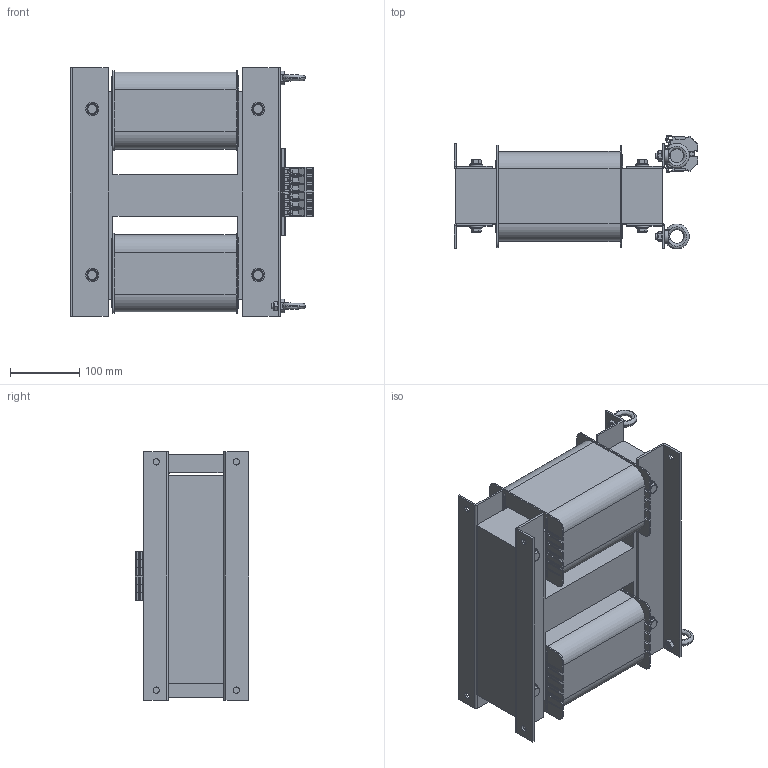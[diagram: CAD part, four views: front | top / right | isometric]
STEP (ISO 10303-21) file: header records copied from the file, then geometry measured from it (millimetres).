
FILE_DESCRIPTION(/* description */ (''),/* implementation_level */ '2;1');
FILE_NAME(/* name */ 'YZV03105400.stp',/* time_stamp */ '2023-03-31T11:44:56+02:00',/* author */ ('velazquez'),/* organization */ ('MANUMAG'),/* preprocessor_version */ 'ST-DEVELOPER v19.2',/* originating_system */ 'Autodesk Inventor 2023',/* authorisation */ '');
FILE_SCHEMA (('AUTOMOTIVE_DESIGN { 1 0 10303 214 3 1 1 }'));
Length unit declared in the file: millimetre
Products named in the file (12): YZV03105400; UI 180_80_BOBINADO; RC60 NT060; centrador M8; DIN 933 - M8  x 100; DIN 125 - A 8,4; carril 5 agujeros; 16_35; FICHA 16_35 AM_VE; DIN 580 - M8; DIN 934 - M8; UI 180 - 80 (300x300)
Assembly tree (42 placements, depth 2):
  YZV03105400
    UI 180_80_BOBINADO  x2
    RC60 NT060  x4
    centrador M8  x8
    DIN 933 - M8  x 100  x4
    DIN 125 - A 8,4  x8
    DIN 934 - M8  x6
    carril 5 agujeros
    16_35  x5
    FICHA 16_35 AM_VE
    DIN 580 - M8  x2
    UI 180 - 80 (300x300)
Bounding box: 352.54 x 164.3 x 360 mm (x, y, z)
Volume: 9051559.1 mm3; surface area: 1222630.7 mm2
Topology: 42 solids, 60 shells, 3744 faces, 9940 edges, 6311 vertices
Faces by surface type: plane 2228, cylinder 1200, torus 114, bspline 92, cone 74, sphere 36
Full cylindrical faces by diameter (mm): 6.3 x12, 6.647 x6, 7 x2, 7.323 x4, 8 x14, 8.4 x8, 9 x8, 9.6 x8, 10.5 x8, 11 x4, 11.4 x4, 16 x8, 19 x8
Entity records: 47856 total; most frequent: CARTESIAN_POINT 12665, ORIENTED_EDGE 7170, DIRECTION 7096, EDGE_CURVE 3585, LINE 2556, VECTOR 2556, VERTEX_POINT 2293, AXIS2_PLACEMENT_3D 2270
